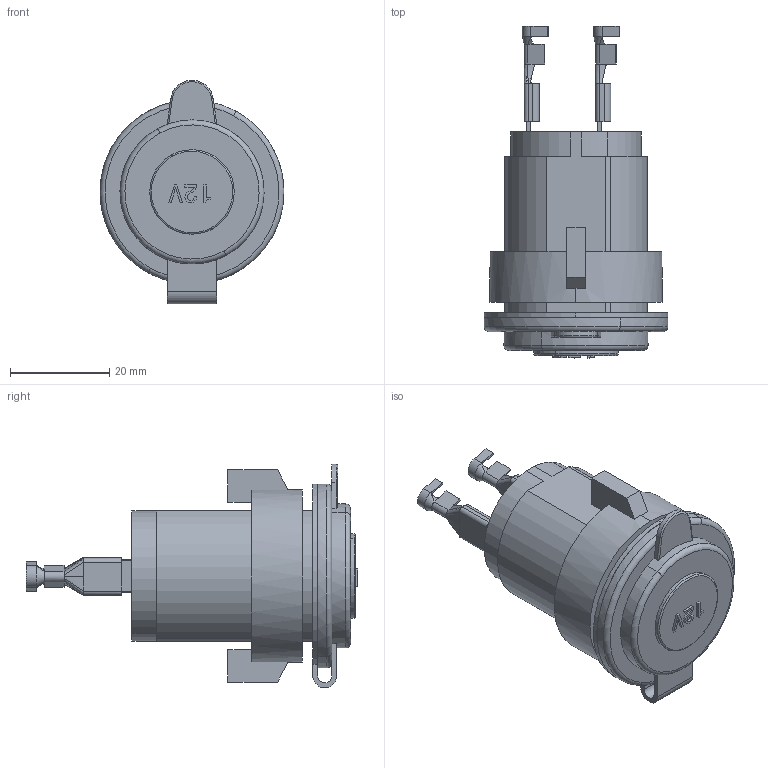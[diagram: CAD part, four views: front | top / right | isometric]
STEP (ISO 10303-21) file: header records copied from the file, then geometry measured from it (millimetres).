
FILE_DESCRIPTION (( 'STEP AP214' ), '1' );
FILE_NAME ('E7703B70-330B-4B87-B49F-1521AD191F1A.STEP', '2024-11-26T13:49:01', ( '' ), ( '' ), 'SwSTEP 2.0', 'SolidWorks 2022', '' );
FILE_SCHEMA (( 'AUTOMOTIVE_DESIGN' ));
Length unit declared in the file: millimetre
Products named in the file (1): E7703B70-330B-4B87-B49F-1521AD191F1A
Bounding box: 36.99 x 66.8 x 44.98 mm (x, y, z)
Volume: 33006.3 mm3; surface area: 13223.7 mm2
Topology: 7 solids, 7 shells, 309 faces, 789 edges, 498 vertices
Faces by surface type: plane 191, cylinder 71, bspline 40, torus 7
Entity records: 11765 total; most frequent: CARTESIAN_POINT 4598, ORIENTED_EDGE 1578, DIRECTION 1254, EDGE_CURVE 789, LINE 512, VECTOR 512, VERTEX_POINT 498, AXIS2_PLACEMENT_3D 371
